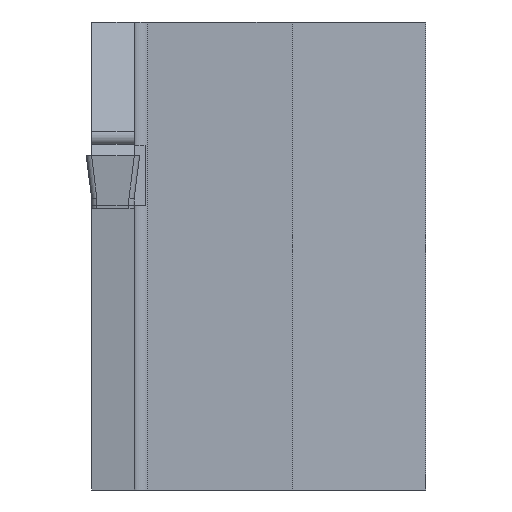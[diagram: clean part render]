
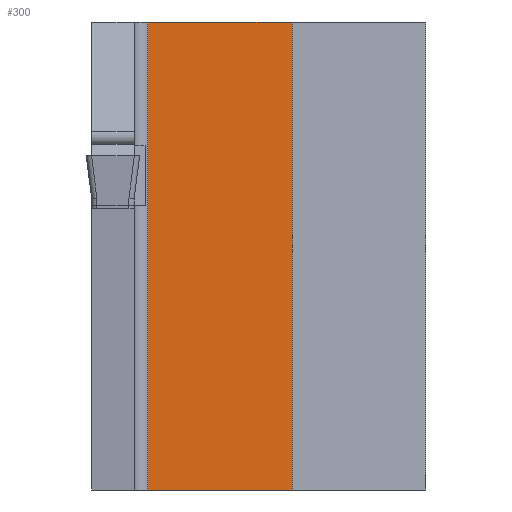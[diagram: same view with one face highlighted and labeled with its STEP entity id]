
A CAD part, left-side view. The second image highlights one B-rep face of the part: STEP entity #300.
In plain terms, the highlighted planar face has unit normal (-1, 0, 0).
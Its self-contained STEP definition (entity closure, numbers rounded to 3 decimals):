
#300=ADVANCED_FACE('',(#385),#350,.T.);
#350=PLANE('',#1179);
#385=FACE_OUTER_BOUND('',#435,.T.);
#435=EDGE_LOOP('',(#515,#516,#517,#518));
#515=ORIENTED_EDGE('',*,*,#871,.F.);
#516=ORIENTED_EDGE('',*,*,#872,.T.);
#517=ORIENTED_EDGE('',*,*,#873,.T.);
#518=ORIENTED_EDGE('',*,*,#874,.T.);
#783=VERTEX_POINT('',#1586);
#784=VERTEX_POINT('',#1587);
#785=VERTEX_POINT('',#1589);
#786=VERTEX_POINT('',#1591);
#871=EDGE_CURVE('',#783,#784,#1002,.T.);
#872=EDGE_CURVE('',#783,#785,#1003,.T.);
#873=EDGE_CURVE('',#785,#786,#1004,.T.);
#874=EDGE_CURVE('',#786,#784,#1005,.T.);
#1002=LINE('',#1585,#1096);
#1003=LINE('',#1588,#1097);
#1004=LINE('',#1590,#1098);
#1005=LINE('',#1592,#1099);
#1096=VECTOR('',#1295,1.);
#1097=VECTOR('',#1296,1.);
#1098=VECTOR('',#1297,1.);
#1099=VECTOR('',#1298,1.);
#1179=AXIS2_PLACEMENT_3D('',#1593,#1299,#1300);
#1295=DIRECTION('',(0.,-1.,0.));
#1296=DIRECTION('',(0.,0.,-1.));
#1297=DIRECTION('',(0.,-1.,0.));
#1298=DIRECTION('',(0.,0.,1.));
#1299=DIRECTION('',(-1.,0.,0.));
#1300=DIRECTION('',(0.,0.,1.));
#1585=CARTESIAN_POINT('',(17.,-3.2,10.));
#1586=CARTESIAN_POINT('',(17.,20.8,10.));
#1587=CARTESIAN_POINT('',(17.,10.,10.));
#1588=CARTESIAN_POINT('',(17.,20.8,10.));
#1589=CARTESIAN_POINT('',(17.,20.8,-25.));
#1590=CARTESIAN_POINT('',(17.,-3.2,-25.));
#1591=CARTESIAN_POINT('',(17.,10.,-25.));
#1592=CARTESIAN_POINT('',(17.,10.,30.));
#1593=CARTESIAN_POINT('',(17.,-3.2,10.));
